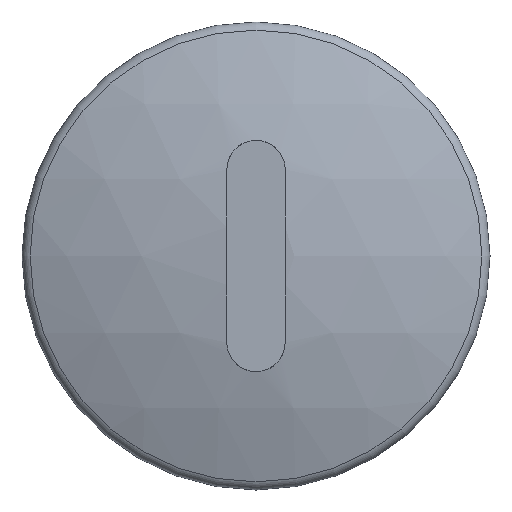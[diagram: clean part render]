
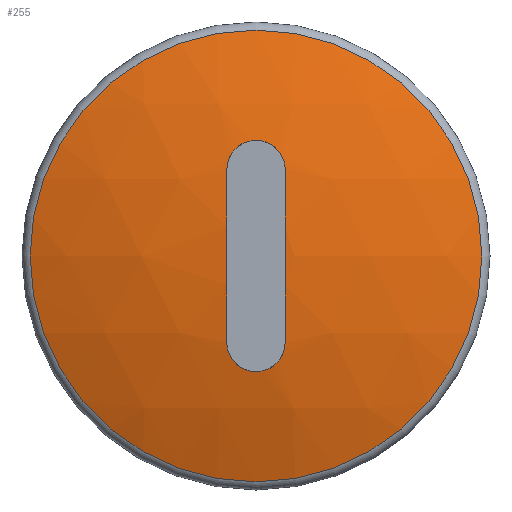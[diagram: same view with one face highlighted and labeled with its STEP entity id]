
A CAD part, left-side view. The second image highlights one B-rep face of the part: STEP entity #255.
In plain terms, the highlighted spherical face has radius 26.949 mm.
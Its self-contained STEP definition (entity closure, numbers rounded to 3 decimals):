
#27=SPHERICAL_SURFACE('',#290,26.949);
#50=FACE_BOUND('',#86,.T.);
#61=FACE_OUTER_BOUND('',#85,.T.);
#85=EDGE_LOOP('',(#207));
#86=EDGE_LOOP('',(#208,#209,#210,#211));
#109=CIRCLE('',#289,9.17);
#110=CIRCLE('',#291,26.923);
#111=CIRCLE('',#292,26.923);
#124=B_SPLINE_CURVE_WITH_KNOTS('',3,(#909,#910,#911,#912,#913,#914,#915,
#916,#917,#918,#919,#920,#921,#922,#923,#924,#925,#926),.UNSPECIFIED.,.F.,
 .F.,(4,2,2,2,2,2,2,2,4),(0.179,0.224,0.269,
0.314,0.359,0.403,0.448,
0.493,0.538),.UNSPECIFIED.);
#125=B_SPLINE_CURVE_WITH_KNOTS('',3,(#929,#930,#931,#932,#933,#934,#935,
#936,#937,#938,#939,#940,#941,#942,#943,#944,#945,#946,#947),
 .UNSPECIFIED.,.F.,.F.,(4,2,2,2,3,2,2,2,4),(-0.179,-0.134,
-0.089,-0.045,0.,0.045,0.089,
0.134,0.179),.UNSPECIFIED.);
#139=VERTEX_POINT('',#902);
#140=VERTEX_POINT('',#905);
#141=VERTEX_POINT('',#906);
#142=VERTEX_POINT('',#908);
#143=VERTEX_POINT('',#927);
#166=EDGE_CURVE('',#139,#139,#109,.T.);
#167=EDGE_CURVE('',#140,#141,#110,.T.);
#168=EDGE_CURVE('',#141,#142,#124,.T.);
#169=EDGE_CURVE('',#142,#143,#111,.T.);
#170=EDGE_CURVE('',#143,#140,#125,.T.);
#207=ORIENTED_EDGE('',*,*,#166,.F.);
#208=ORIENTED_EDGE('',*,*,#167,.T.);
#209=ORIENTED_EDGE('',*,*,#168,.T.);
#210=ORIENTED_EDGE('',*,*,#169,.T.);
#211=ORIENTED_EDGE('',*,*,#170,.T.);
#255=ADVANCED_FACE('',(#61,#50),#27,.T.);
#289=AXIS2_PLACEMENT_3D('',#903,#338,#339);
#290=AXIS2_PLACEMENT_3D('',#904,#340,#341);
#291=AXIS2_PLACEMENT_3D('',#907,#342,#343);
#292=AXIS2_PLACEMENT_3D('',#928,#344,#345);
#338=DIRECTION('center_axis',(1.,0.,0.));
#339=DIRECTION('ref_axis',(0.,-1.,0.));
#340=DIRECTION('center_axis',(0.,0.,1.));
#341=DIRECTION('ref_axis',(1.,0.,0.));
#342=DIRECTION('center_axis',(0.,-1.,0.));
#343=DIRECTION('ref_axis',(0.,0.,1.));
#344=DIRECTION('center_axis',(0.,1.,0.));
#345=DIRECTION('ref_axis',(0.,0.,-1.));
#902=CARTESIAN_POINT('',(-7.892,9.17,0.));
#903=CARTESIAN_POINT('Origin',(-7.892,0.,
0.));
#904=CARTESIAN_POINT('Origin',(17.449,0.,0.));
#905=CARTESIAN_POINT('',(-9.244,-1.185,3.51));
#906=CARTESIAN_POINT('',(-9.244,-1.185,-3.51));
#907=CARTESIAN_POINT('Origin',(17.449,-1.185,0.));
#908=CARTESIAN_POINT('',(-9.244,1.185,-3.51));
#909=CARTESIAN_POINT('Ctrl Pts',(-9.244,-1.185,-3.51));
#910=CARTESIAN_POINT('Ctrl Pts',(-9.225,-1.185,-3.659));
#911=CARTESIAN_POINT('Ctrl Pts',(-9.204,-1.155,-3.818));
#912=CARTESIAN_POINT('Ctrl Pts',(-9.165,-1.034,-4.11));
#913=CARTESIAN_POINT('Ctrl Pts',(-9.147,-0.942,-4.244));
#914=CARTESIAN_POINT('Ctrl Pts',(-9.12,-0.732,-4.454));
#915=CARTESIAN_POINT('Ctrl Pts',(-9.108,-0.599,-4.545));
#916=CARTESIAN_POINT('Ctrl Pts',(-9.092,-0.307,-4.665));
#917=CARTESIAN_POINT('Ctrl Pts',(-9.088,-0.149,-4.695));
#918=CARTESIAN_POINT('Ctrl Pts',(-9.088,0.149,-4.695));
#919=CARTESIAN_POINT('Ctrl Pts',(-9.092,0.307,-4.665));
#920=CARTESIAN_POINT('Ctrl Pts',(-9.108,0.599,-4.545));
#921=CARTESIAN_POINT('Ctrl Pts',(-9.12,0.732,-4.454));
#922=CARTESIAN_POINT('Ctrl Pts',(-9.147,0.942,-4.244));
#923=CARTESIAN_POINT('Ctrl Pts',(-9.165,1.034,-4.11));
#924=CARTESIAN_POINT('Ctrl Pts',(-9.204,1.155,-3.818));
#925=CARTESIAN_POINT('Ctrl Pts',(-9.225,1.185,-3.659));
#926=CARTESIAN_POINT('Ctrl Pts',(-9.244,1.185,-3.51));
#927=CARTESIAN_POINT('',(-9.244,1.185,3.51));
#928=CARTESIAN_POINT('Origin',(17.449,1.185,0.));
#929=CARTESIAN_POINT('Ctrl Pts',(-9.244,1.185,3.51));
#930=CARTESIAN_POINT('Ctrl Pts',(-9.225,1.185,3.659));
#931=CARTESIAN_POINT('Ctrl Pts',(-9.204,1.155,3.818));
#932=CARTESIAN_POINT('Ctrl Pts',(-9.165,1.034,4.11));
#933=CARTESIAN_POINT('Ctrl Pts',(-9.147,0.942,4.244));
#934=CARTESIAN_POINT('Ctrl Pts',(-9.12,0.732,4.454));
#935=CARTESIAN_POINT('Ctrl Pts',(-9.108,0.599,4.545));
#936=CARTESIAN_POINT('Ctrl Pts',(-9.092,0.307,4.665));
#937=CARTESIAN_POINT('Ctrl Pts',(-9.088,0.149,4.695));
#938=CARTESIAN_POINT('Ctrl Pts',(-9.088,0.,
4.695));
#939=CARTESIAN_POINT('Ctrl Pts',(-9.088,-0.149,4.695));
#940=CARTESIAN_POINT('Ctrl Pts',(-9.092,-0.307,4.665));
#941=CARTESIAN_POINT('Ctrl Pts',(-9.108,-0.599,4.545));
#942=CARTESIAN_POINT('Ctrl Pts',(-9.12,-0.732,4.454));
#943=CARTESIAN_POINT('Ctrl Pts',(-9.147,-0.942,4.244));
#944=CARTESIAN_POINT('Ctrl Pts',(-9.165,-1.034,4.11));
#945=CARTESIAN_POINT('Ctrl Pts',(-9.204,-1.155,3.818));
#946=CARTESIAN_POINT('Ctrl Pts',(-9.225,-1.185,3.659));
#947=CARTESIAN_POINT('Ctrl Pts',(-9.244,-1.185,3.51));
